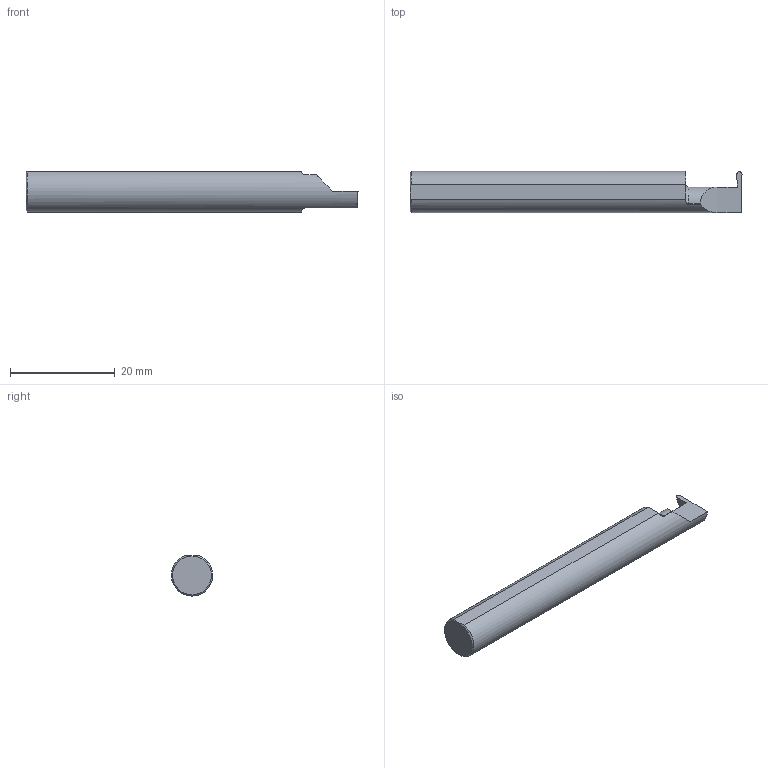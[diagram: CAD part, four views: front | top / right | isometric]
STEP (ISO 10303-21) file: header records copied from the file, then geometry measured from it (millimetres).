
FILE_DESCRIPTION (( 'STEP AP203' ), '1' );
FILE_NAME ('222035-GFR038-6.STEP', '2024-06-17T21:57:48', ( '' ), ( '' ), 'SwSTEP 2.0', 'SolidWorks 2022', '' );
FILE_SCHEMA (( 'CONFIG_CONTROL_DESIGN' ));
Length unit declared in the file: inch
Products named in the file (1): 222035-GFR038-6
Bounding box: 63.5 x 7.93 x 7.68 mm (x, y, z)
Volume: 2765.2 mm3; surface area: 1579.2 mm2
Topology: 1 solids, 1 shells, 23 faces, 59 edges, 38 vertices
Faces by surface type: plane 12, cylinder 6, torus 3, cone 2
Entity records: 791 total; most frequent: CARTESIAN_POINT 187, ORIENTED_EDGE 118, DIRECTION 101, EDGE_CURVE 59, VERTEX_POINT 38, AXIS2_PLACEMENT_3D 36, VECTOR 29, LINE 29
